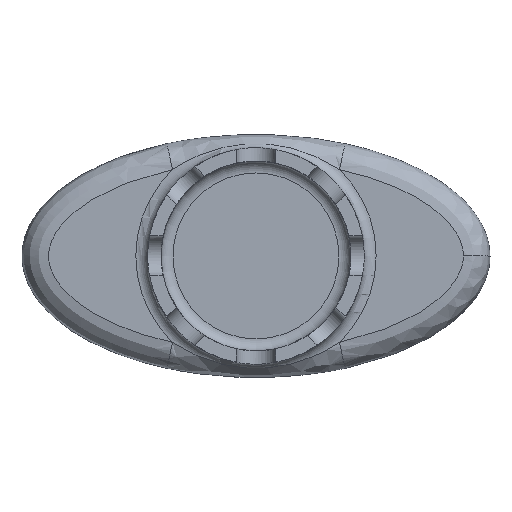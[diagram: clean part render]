
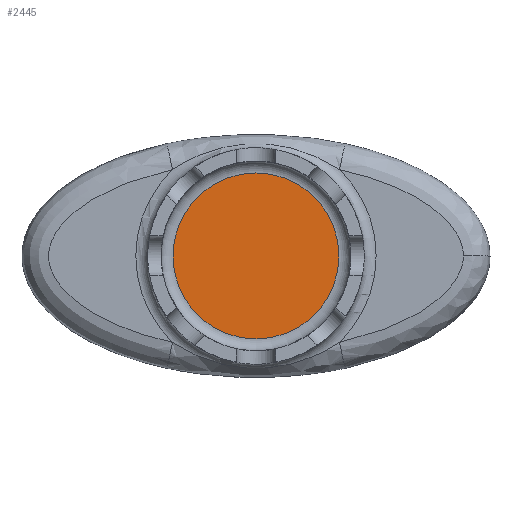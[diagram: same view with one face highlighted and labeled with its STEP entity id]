
A CAD part, top view. The second image highlights one B-rep face of the part: STEP entity #2445.
In plain terms, the highlighted planar face has unit normal (0, 0, 1).
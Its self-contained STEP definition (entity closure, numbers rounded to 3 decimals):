
#2424 = VERTEX_POINT('',#2425);
#2425 = CARTESIAN_POINT('',(6.25,0.,0.));
#2434 = EDGE_CURVE('',#2424,#2424,#2435,.T.);
#2435 = CIRCLE('',#2436,6.25);
#2436 = AXIS2_PLACEMENT_3D('',#2437,#2438,#2439);
#2437 = CARTESIAN_POINT('',(0.,0.,0.));
#2438 = DIRECTION('',(0.,-0.,-1.));
#2439 = DIRECTION('',(1.,0.,0.));
#2445 = ADVANCED_FACE('',(#2446),#2449,.T.);
#2446 = FACE_BOUND('',#2447,.T.);
#2447 = EDGE_LOOP('',(#2448));
#2448 = ORIENTED_EDGE('',*,*,#2434,.F.);
#2449 = PLANE('',#2450);
#2450 = AXIS2_PLACEMENT_3D('',#2451,#2452,#2453);
#2451 = CARTESIAN_POINT('',(1.458,0.,0.));
#2452 = DIRECTION('',(0.,0.,1.));
#2453 = DIRECTION('',(1.,0.,0.));
